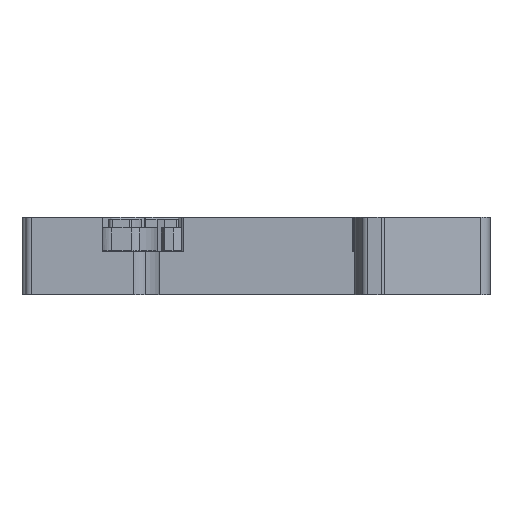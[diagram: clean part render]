
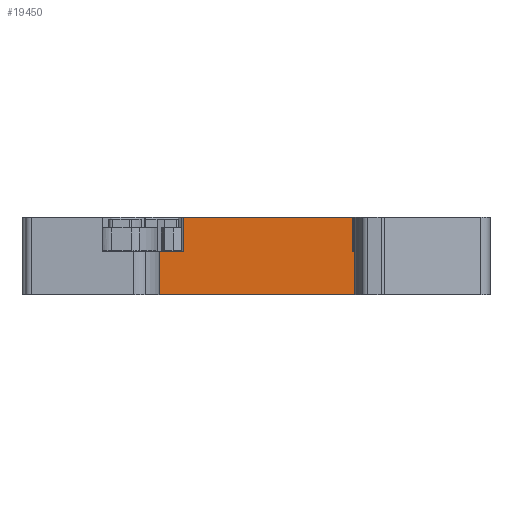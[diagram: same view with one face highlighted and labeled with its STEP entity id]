
A CAD part, front view. The second image highlights one B-rep face of the part: STEP entity #19450.
In plain terms, the highlighted planar face has unit normal (0, -1, 0).
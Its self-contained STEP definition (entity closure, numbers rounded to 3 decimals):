
#2393=DIRECTION('',(-1.,0.,0.));
#2394=VECTOR('',#2393,3.71);
#2395=CARTESIAN_POINT('',(22.6,0.,0.7));
#2396=LINE('',#2395,#2394);
#2440=DIRECTION('',(-1.,0.,0.));
#2441=VECTOR('',#2440,3.731);
#2442=CARTESIAN_POINT('',(-7.869,0.,0.7));
#2443=LINE('',#2442,#2441);
#6435=DIRECTION('',(0.,0.,1.));
#6436=VECTOR('',#6435,6.8);
#6437=CARTESIAN_POINT('',(22.6,0.,-6.1));
#6438=LINE('',#6437,#6436);
#6439=DIRECTION('',(1.,0.,0.));
#6440=VECTOR('',#6439,26.759);
#6441=CARTESIAN_POINT('',(-7.869,0.,6.1));
#6442=LINE('',#6441,#6440);
#6443=DIRECTION('',(-1.,0.,0.));
#6444=VECTOR('',#6443,34.2);
#6445=CARTESIAN_POINT('',(22.6,0.,-6.1));
#6446=LINE('',#6445,#6444);
#6447=DIRECTION('',(0.,0.,-1.));
#6448=VECTOR('',#6447,5.4);
#6449=CARTESIAN_POINT('',(-7.869,0.,6.1));
#6450=LINE('',#6449,#6448);
#6542=DIRECTION('',(0.,0.,1.));
#6543=VECTOR('',#6542,5.4);
#6544=CARTESIAN_POINT('',(18.89,0.,0.7));
#6545=LINE('',#6544,#6543);
#6546=DIRECTION('',(0.,0.,-1.));
#6547=VECTOR('',#6546,6.8);
#6548=CARTESIAN_POINT('',(-11.6,0.,0.7));
#6549=LINE('',#6548,#6547);
#9466=CARTESIAN_POINT('',(-11.6,0.,-6.1));
#9467=VERTEX_POINT('',#9466);
#9468=CARTESIAN_POINT('',(22.6,0.,-6.1));
#9469=VERTEX_POINT('',#9468);
#11059=CARTESIAN_POINT('',(22.6,0.,0.7));
#11060=VERTEX_POINT('',#11059);
#11061=CARTESIAN_POINT('',(18.89,0.,0.7));
#11062=VERTEX_POINT('',#11061);
#11083=CARTESIAN_POINT('',(-7.869,0.,0.7));
#11084=VERTEX_POINT('',#11083);
#11085=CARTESIAN_POINT('',(-11.6,0.,0.7));
#11086=VERTEX_POINT('',#11085);
#11769=CARTESIAN_POINT('',(-7.869,0.,6.1));
#11770=VERTEX_POINT('',#11769);
#11771=CARTESIAN_POINT('',(18.89,0.,6.1));
#11772=VERTEX_POINT('',#11771);
#19431=CARTESIAN_POINT('',(5.5,0.,0.));
#19432=DIRECTION('',(0.,1.,0.));
#19433=DIRECTION('',(1.,0.,0.));
#19434=AXIS2_PLACEMENT_3D('',#19431,#19432,#19433);
#19435=PLANE('',#19434);
#19436=ORIENTED_EDGE('',*,*,#13706,.F.);
#19438=ORIENTED_EDGE('',*,*,#19437,.F.);
#19440=ORIENTED_EDGE('',*,*,#19439,.T.);
#19442=ORIENTED_EDGE('',*,*,#19441,.F.);
#19443=ORIENTED_EDGE('',*,*,#13682,.F.);
#19444=ORIENTED_EDGE('',*,*,#19426,.F.);
#19445=ORIENTED_EDGE('',*,*,#12382,.T.);
#19447=ORIENTED_EDGE('',*,*,#19446,.F.);
#19448=EDGE_LOOP('',(#19436,#19438,#19440,#19442,#19443,#19444,#19445,#19447));
#19449=FACE_OUTER_BOUND('',#19448,.F.);
#12382=EDGE_CURVE('',#9469,#9467,#6446,.T.);
#13682=EDGE_CURVE('',#11060,#11062,#2396,.T.);
#13706=EDGE_CURVE('',#11084,#11086,#2443,.T.);
#19426=EDGE_CURVE('',#9469,#11060,#6438,.T.);
#19437=EDGE_CURVE('',#11770,#11084,#6450,.T.);
#19439=EDGE_CURVE('',#11770,#11772,#6442,.T.);
#19441=EDGE_CURVE('',#11062,#11772,#6545,.T.);
#19446=EDGE_CURVE('',#11086,#9467,#6549,.T.);
#19450=ADVANCED_FACE('',(#19449),#19435,.F.);
